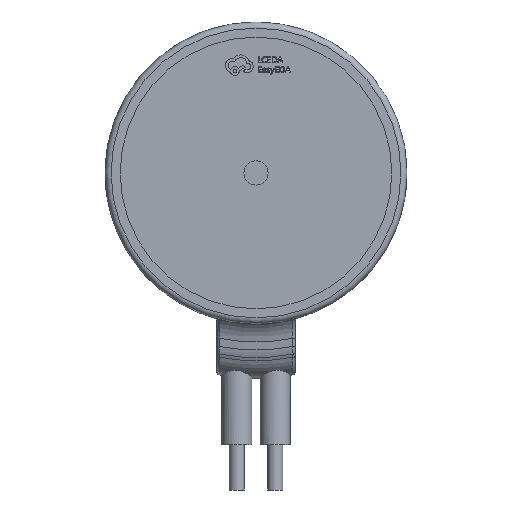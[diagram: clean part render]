
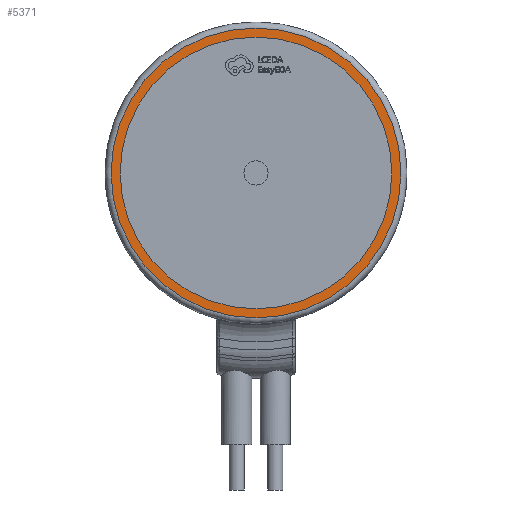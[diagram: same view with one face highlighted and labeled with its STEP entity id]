
A CAD part, front view. The second image highlights one B-rep face of the part: STEP entity #5371.
In plain terms, the highlighted planar face has unit normal (0, -1, 0).
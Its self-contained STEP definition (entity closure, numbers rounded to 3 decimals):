
#236=FACE_BOUND('',#880,.T.);
#252=PLANE('',#5767);
#566=FACE_OUTER_BOUND('',#879,.T.);
#879=EDGE_LOOP('',(#3780));
#880=EDGE_LOOP('',(#3781));
#2113=CIRCLE('',#5678,4.5);
#2126=CIRCLE('',#5693,4.8);
#2203=VERTEX_POINT('',#7417);
#2224=VERTEX_POINT('',#7521);
#2720=EDGE_CURVE('',#2203,#2203,#2113,.T.);
#2745=EDGE_CURVE('',#2224,#2224,#2126,.T.);
#3780=ORIENTED_EDGE('',*,*,#2745,.T.);
#3781=ORIENTED_EDGE('',*,*,#2720,.F.);
#5371=ADVANCED_FACE('',(#566,#236),#252,.F.);
#5678=AXIS2_PLACEMENT_3D('',#7418,#6070,#6071);
#5693=AXIS2_PLACEMENT_3D('',#7523,#6110,#6111);
#5767=AXIS2_PLACEMENT_3D('',#8138,#6367,#6368);
#6070=DIRECTION('center_axis',(0.,-1.,0.));
#6071=DIRECTION('ref_axis',(0.,0.,1.));
#6110=DIRECTION('center_axis',(0.,-1.,0.));
#6111=DIRECTION('ref_axis',(0.,0.,1.));
#6367=DIRECTION('center_axis',(0.,1.,0.));
#6368=DIRECTION('ref_axis',(0.,0.,1.));
#7417=CARTESIAN_POINT('',(0.,-1.35,-4.5));
#7418=CARTESIAN_POINT('Origin',(0.,-1.35,0.));
#7521=CARTESIAN_POINT('',(0.,-1.35,-4.8));
#7523=CARTESIAN_POINT('Origin',(0.,-1.35,0.));
#8138=CARTESIAN_POINT('Origin',(0.,-1.35,0.));
